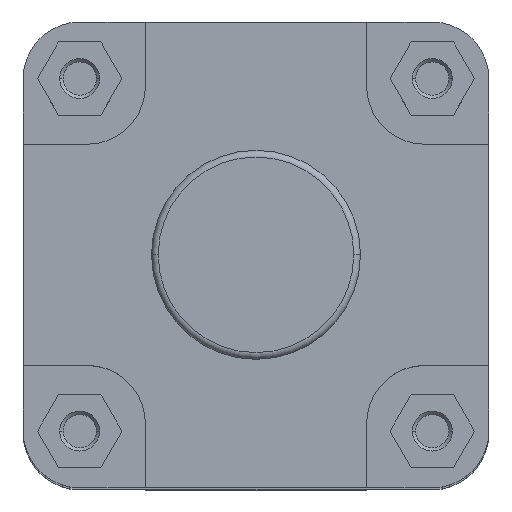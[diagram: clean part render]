
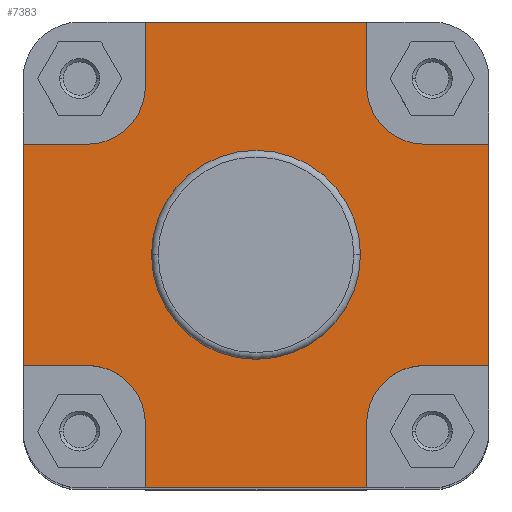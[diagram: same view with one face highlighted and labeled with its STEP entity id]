
A CAD part, top view. The second image highlights one B-rep face of the part: STEP entity #7383.
In plain terms, the highlighted planar face has unit normal (0, 0, 1).
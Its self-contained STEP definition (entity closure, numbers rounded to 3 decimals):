
#32 = VERTEX_POINT ( 'NONE', #388 ) ;
#33 = VERTEX_POINT ( 'NONE', #389 ) ;
#82 = VERTEX_POINT ( 'NONE', #438 ) ;
#83 = VERTEX_POINT ( 'NONE', #439 ) ;
#84 = VERTEX_POINT ( 'NONE', #440 ) ;
#85 = VERTEX_POINT ( 'NONE', #441 ) ;
#86 = VERTEX_POINT ( 'NONE', #442 ) ;
#87 = VERTEX_POINT ( 'NONE', #443 ) ;
#88 = VERTEX_POINT ( 'NONE', #444 ) ;
#89 = VERTEX_POINT ( 'NONE', #445 ) ;
#90 = VERTEX_POINT ( 'NONE', #446 ) ;
#91 = VERTEX_POINT ( 'NONE', #447 ) ;
#92 = VERTEX_POINT ( 'NONE', #448 ) ;
#93 = VERTEX_POINT ( 'NONE', #449 ) ;
#94 = VERTEX_POINT ( 'NONE', #450 ) ;
#95 = VERTEX_POINT ( 'NONE', #451 ) ;
#96 = VERTEX_POINT ( 'NONE', #452 ) ;
#97 = VERTEX_POINT ( 'NONE', #453 ) ;
#388 = CARTESIAN_POINT ( 'NONE',  ( 31.4, 0., -6. ) ) ;
#389 = CARTESIAN_POINT ( 'NONE',  ( -31.4, 0., -6. ) ) ;
#438 = CARTESIAN_POINT ( 'NONE',  ( -70., 33.25, -6. ) ) ;
#439 = CARTESIAN_POINT ( 'NONE',  ( -70., -33.25, -6. ) ) ;
#440 = CARTESIAN_POINT ( 'NONE',  ( -50.75, -33.25, -6. ) ) ;
#441 = CARTESIAN_POINT ( 'NONE',  ( -33.25, -50.75, -6. ) ) ;
#442 = CARTESIAN_POINT ( 'NONE',  ( -33.25, -70., -6. ) ) ;
#443 = CARTESIAN_POINT ( 'NONE',  ( 33.25, -70., -6. ) ) ;
#444 = CARTESIAN_POINT ( 'NONE',  ( 33.25, -50.75, -6. ) ) ;
#445 = CARTESIAN_POINT ( 'NONE',  ( 50.75, -33.25, -6. ) ) ;
#446 = CARTESIAN_POINT ( 'NONE',  ( 70., -33.25, -6. ) ) ;
#447 = CARTESIAN_POINT ( 'NONE',  ( 70., 33.25, -6. ) ) ;
#448 = CARTESIAN_POINT ( 'NONE',  ( 50.75, 33.25, -6. ) ) ;
#449 = CARTESIAN_POINT ( 'NONE',  ( 33.25, 50.75, -6. ) ) ;
#450 = CARTESIAN_POINT ( 'NONE',  ( 33.25, 70., -6. ) ) ;
#451 = CARTESIAN_POINT ( 'NONE',  ( -33.25, 70., -6. ) ) ;
#452 = CARTESIAN_POINT ( 'NONE',  ( -33.25, 50.75, -6. ) ) ;
#453 = CARTESIAN_POINT ( 'NONE',  ( -50.75, 33.25, -6. ) ) ;
#1591 = CARTESIAN_POINT ( 'NONE',  ( -50.75, 50.75, -6. ) ) ;
#1608 = CARTESIAN_POINT ( 'NONE',  ( 50.75, 50.75, -6. ) ) ;
#1611 = CARTESIAN_POINT ( 'NONE',  ( -50.75, 33.25, -6. ) ) ;
#1612 = DIRECTION ( 'NONE',  ( 1., 0., 0. ) ) ;
#1613 = CARTESIAN_POINT ( 'NONE',  ( 50.75, -50.75, -6. ) ) ;
#1614 = DIRECTION ( 'NONE',  ( 0., 0., 1. ) ) ;
#1615 = DIRECTION ( 'NONE',  ( -1., 0., 0. ) ) ;
#1616 = CARTESIAN_POINT ( 'NONE',  ( -33.25, 70., -6. ) ) ;
#1617 = DIRECTION ( 'NONE',  ( 0., 1., 0. ) ) ;
#1618 = CARTESIAN_POINT ( 'NONE',  ( 0., 70., -6. ) ) ;
#1619 = DIRECTION ( 'NONE',  ( 1., 0., 0. ) ) ;
#1620 = CARTESIAN_POINT ( 'NONE',  ( 33.25, 50.75, -6. ) ) ;
#1621 = DIRECTION ( 'NONE',  ( 0., -1., 0. ) ) ;
#1622 = CARTESIAN_POINT ( 'NONE',  ( -70., -33.25, -6. ) ) ;
#1623 = DIRECTION ( 'NONE',  ( 0., 0., 1. ) ) ;
#1624 = DIRECTION ( 'NONE',  ( -1., 0., 0. ) ) ;
#1625 = CARTESIAN_POINT ( 'NONE',  ( 70., 33.25, -6. ) ) ;
#1626 = DIRECTION ( 'NONE',  ( 1., 0., 0. ) ) ;
#1627 = CARTESIAN_POINT ( 'NONE',  ( 70., -154.141, -6. ) ) ;
#1628 = DIRECTION ( 'NONE',  ( 0., -1., 0. ) ) ;
#1629 = CARTESIAN_POINT ( 'NONE',  ( 50.75, -33.25, -6. ) ) ;
#1630 = DIRECTION ( 'NONE',  ( -1., 0., 0. ) ) ;
#1631 = DIRECTION ( 'NONE',  ( 0., 0., 1. ) ) ;
#1632 = DIRECTION ( 'NONE',  ( -1., 0., 0. ) ) ;
#1633 = CARTESIAN_POINT ( 'NONE',  ( 33.25, -70., -6. ) ) ;
#1634 = DIRECTION ( 'NONE',  ( 0., -1., 0. ) ) ;
#1636 = CARTESIAN_POINT ( 'NONE',  ( 0., -70., -6. ) ) ;
#1637 = DIRECTION ( 'NONE',  ( 1., 0., 0. ) ) ;
#1638 = CARTESIAN_POINT ( 'NONE',  ( -50.75, -50.75, -6. ) ) ;
#1639 = DIRECTION ( 'NONE',  ( -1., 0., 0. ) ) ;
#1641 = DIRECTION ( 'NONE',  ( 0., 0., 1. ) ) ;
#1642 = DIRECTION ( 'NONE',  ( -1., 0., 0. ) ) ;
#1643 = CARTESIAN_POINT ( 'NONE',  ( -33.25, -50.75, -6. ) ) ;
#1646 = CARTESIAN_POINT ( 'NONE',  ( 0., 0., -6. ) ) ;
#1647 = DIRECTION ( 'NONE',  ( 0., 0., 1. ) ) ;
#1648 = DIRECTION ( 'NONE',  ( 1., 0., 0. ) ) ;
#1650 = DIRECTION ( 'NONE',  ( 0., 1., 0. ) ) ;
#1653 = CARTESIAN_POINT ( 'NONE',  ( -70., -154.141, -6. ) ) ;
#1654 = DIRECTION ( 'NONE',  ( 0., -1., 0. ) ) ;
#1748 = CARTESIAN_POINT ( 'NONE',  ( 0., 0., -6. ) ) ;
#1759 = DIRECTION ( 'NONE',  ( 0., 0., 1. ) ) ;
#1760 = DIRECTION ( 'NONE',  ( 1., 0., 0. ) ) ;
#2954 = FACE_BOUND ( 'NONE', #4110, .T. ) ;
#2956 = FACE_OUTER_BOUND ( 'NONE', #4202, .T. ) ;
#3400 = CARTESIAN_POINT ( 'NONE',  ( 0., 31.4, -6. ) ) ;
#3401 = PLANE ( 'NONE',  #5963 ) ;
#3402 = DIRECTION ( 'NONE',  ( 0., 0., -1. ) ) ;
#3403 = DIRECTION ( 'NONE',  ( -1., 0., 0. ) ) ;
#4110 = EDGE_LOOP ( 'NONE', ( #4438, #4439 ) ) ;
#4202 = EDGE_LOOP ( 'NONE', ( #4440, #4441, #4442, #4443, #4444, #4445, #4446, #4447, #4448, #4449, #4450, #4451, #4452, #4453, #4454, #4455 ) ) ;
#4438 = ORIENTED_EDGE ( 'NONE', *, *, #5431, .F. ) ;
#4439 = ORIENTED_EDGE ( 'NONE', *, *, #5380, .F. ) ;
#4440 = ORIENTED_EDGE ( 'NONE', *, *, #5383, .T. ) ;
#4441 = ORIENTED_EDGE ( 'NONE', *, *, #5377, .F. ) ;
#4442 = ORIENTED_EDGE ( 'NONE', *, *, #5378, .F. ) ;
#4443 = ORIENTED_EDGE ( 'NONE', *, *, #5381, .F. ) ;
#4444 = ORIENTED_EDGE ( 'NONE', *, *, #5376, .T. ) ;
#4445 = ORIENTED_EDGE ( 'NONE', *, *, #5375, .F. ) ;
#4446 = ORIENTED_EDGE ( 'NONE', *, *, #5374, .F. ) ;
#4447 = ORIENTED_EDGE ( 'NONE', *, *, #5373, .F. ) ;
#4448 = ORIENTED_EDGE ( 'NONE', *, *, #5372, .F. ) ;
#4449 = ORIENTED_EDGE ( 'NONE', *, *, #5371, .F. ) ;
#4450 = ORIENTED_EDGE ( 'NONE', *, *, #5370, .F. ) ;
#4451 = ORIENTED_EDGE ( 'NONE', *, *, #5369, .F. ) ;
#4452 = ORIENTED_EDGE ( 'NONE', *, *, #5368, .F. ) ;
#4453 = ORIENTED_EDGE ( 'NONE', *, *, #5367, .F. ) ;
#4454 = ORIENTED_EDGE ( 'NONE', *, *, #5366, .F. ) ;
#4455 = ORIENTED_EDGE ( 'NONE', *, *, #5365, .F. ) ;
#5365 = EDGE_CURVE ( 'NONE', #82, #97, #6966, .T. ) ;
#5366 = EDGE_CURVE ( 'NONE', #97, #96, #6983, .T. ) ;
#5367 = EDGE_CURVE ( 'NONE', #96, #95, #6971, .T. ) ;
#5368 = EDGE_CURVE ( 'NONE', #95, #94, #6984, .T. ) ;
#5369 = EDGE_CURVE ( 'NONE', #94, #93, #6986, .T. ) ;
#5370 = EDGE_CURVE ( 'NONE', #93, #92, #6990, .T. ) ;
#5371 = EDGE_CURVE ( 'NONE', #92, #91, #6974, .T. ) ;
#5372 = EDGE_CURVE ( 'NONE', #91, #90, #6991, .T. ) ;
#5373 = EDGE_CURVE ( 'NONE', #90, #89, #6993, .T. ) ;
#5374 = EDGE_CURVE ( 'NONE', #89, #88, #6996, .T. ) ;
#5375 = EDGE_CURVE ( 'NONE', #88, #87, #6981, .T. ) ;
#5376 = EDGE_CURVE ( 'NONE', #86, #87, #6997, .T. ) ;
#5377 = EDGE_CURVE ( 'NONE', #84, #83, #6995, .T. ) ;
#5378 = EDGE_CURVE ( 'NONE', #85, #84, #7003, .T. ) ;
#5380 = EDGE_CURVE ( 'NONE', #33, #32, #7006, .T. ) ;
#5381 = EDGE_CURVE ( 'NONE', #86, #85, #7005, .T. ) ;
#5383 = EDGE_CURVE ( 'NONE', #82, #83, #7000, .T. ) ;
#5431 = EDGE_CURVE ( 'NONE', #32, #33, #7098, .T. ) ;
#5694 = AXIS2_PLACEMENT_3D ( 'NONE', #1646, #1647, #1648 ) ;
#5695 = AXIS2_PLACEMENT_3D ( 'NONE', #1591, #1614, #1615 ) ;
#5696 = AXIS2_PLACEMENT_3D ( 'NONE', #1608, #1623, #1624 ) ;
#5697 = AXIS2_PLACEMENT_3D ( 'NONE', #1613, #1631, #1632 ) ;
#5698 = AXIS2_PLACEMENT_3D ( 'NONE', #1638, #1641, #1642 ) ;
#5710 = AXIS2_PLACEMENT_3D ( 'NONE', #1748, #1759, #1760 ) ;
#5963 = AXIS2_PLACEMENT_3D ( 'NONE', #3400, #3402, #3403 ) ;
#6966 = LINE ( 'NONE', #1611, #6972 ) ;
#6971 = LINE ( 'NONE', #1616, #6979 ) ;
#6972 = VECTOR ( 'NONE', #1612, 1000. ) ;
#6974 = LINE ( 'NONE', #1625, #6982 ) ;
#6979 = VECTOR ( 'NONE', #1617, 1000. ) ;
#6981 = LINE ( 'NONE', #1633, #6989 ) ;
#6982 = VECTOR ( 'NONE', #1626, 1000. ) ;
#6983 = CIRCLE ( 'NONE', #5695, 17.5 ) ;
#6984 = LINE ( 'NONE', #1618, #6985 ) ;
#6985 = VECTOR ( 'NONE', #1619, 1000. ) ;
#6986 = LINE ( 'NONE', #1620, #6987 ) ;
#6987 = VECTOR ( 'NONE', #1621, 1000. ) ;
#6988 = VECTOR ( 'NONE', #1650, 1000. ) ;
#6989 = VECTOR ( 'NONE', #1634, 1000. ) ;
#6990 = CIRCLE ( 'NONE', #5696, 17.5 ) ;
#6991 = LINE ( 'NONE', #1627, #6992 ) ;
#6992 = VECTOR ( 'NONE', #1628, 1000. ) ;
#6993 = LINE ( 'NONE', #1629, #6994 ) ;
#6994 = VECTOR ( 'NONE', #1630, 1000. ) ;
#6995 = LINE ( 'NONE', #1622, #6999 ) ;
#6996 = CIRCLE ( 'NONE', #5697, 17.5 ) ;
#6997 = LINE ( 'NONE', #1636, #6998 ) ;
#6998 = VECTOR ( 'NONE', #1637, 1000. ) ;
#6999 = VECTOR ( 'NONE', #1639, 1000. ) ;
#7000 = LINE ( 'NONE', #1653, #7002 ) ;
#7002 = VECTOR ( 'NONE', #1654, 1000. ) ;
#7003 = CIRCLE ( 'NONE', #5698, 17.5 ) ;
#7005 = LINE ( 'NONE', #1643, #6988 ) ;
#7006 = CIRCLE ( 'NONE', #5694, 31.4 ) ;
#7098 = CIRCLE ( 'NONE', #5710, 31.4 ) ;
#7383 = ADVANCED_FACE ( 'NONE', ( #2954, #2956 ), #3401, .F. ) ;
